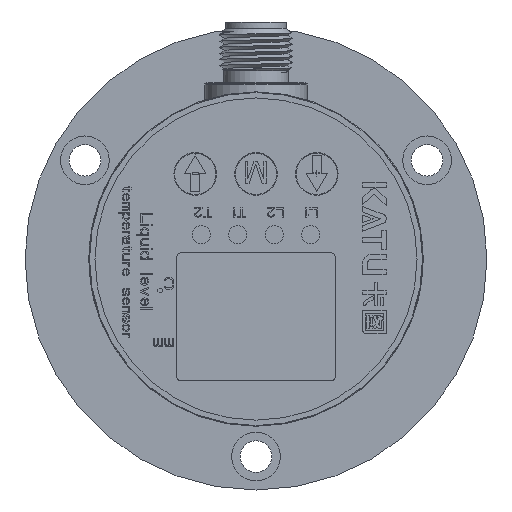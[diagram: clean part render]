
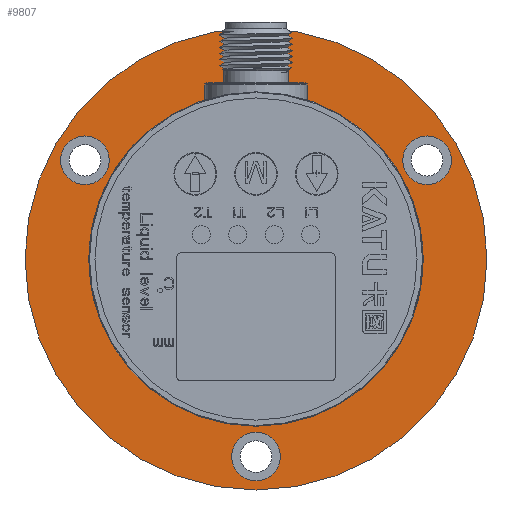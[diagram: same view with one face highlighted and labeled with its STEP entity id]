
A CAD part, left-side view. The second image highlights one B-rep face of the part: STEP entity #9807.
In plain terms, the highlighted planar face has unit normal (-1, 0, 0).
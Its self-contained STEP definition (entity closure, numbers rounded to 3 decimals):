
#281=LINE('',#36072,#3748);
#3748=VECTOR('',#29326,1.);
#7215=PLANE('',#27678);
#9807=ADVANCED_FACE('',(#11363,#11364,#11365,#11366,#11367),#7215,.F.);
#11363=FACE_BOUND('',#11751,.T.);
#11364=FACE_BOUND('',#11752,.T.);
#11365=FACE_BOUND('',#11753,.T.);
#11366=FACE_BOUND('',#11754,.T.);
#11367=FACE_BOUND('',#11755,.T.);
#11751=EDGE_LOOP('',(#13451));
#11752=EDGE_LOOP('',(#13452));
#11753=EDGE_LOOP('',(#13453));
#11754=EDGE_LOOP('',(#13454));
#11755=EDGE_LOOP('',(#13455,#13456));
#13451=ORIENTED_EDGE('',*,*,#23632,.F.);
#13452=ORIENTED_EDGE('',*,*,#23633,.F.);
#13453=ORIENTED_EDGE('',*,*,#23634,.F.);
#13454=ORIENTED_EDGE('',*,*,#23635,.F.);
#13455=ORIENTED_EDGE('',*,*,#23625,.T.);
#13456=ORIENTED_EDGE('',*,*,#23630,.F.);
#21043=VERTEX_POINT('',#36063);
#21044=VERTEX_POINT('',#36064);
#21048=VERTEX_POINT('',#36077);
#21049=VERTEX_POINT('',#36079);
#21050=VERTEX_POINT('',#36081);
#21051=VERTEX_POINT('',#36083);
#23625=EDGE_CURVE('',#21043,#21044,#27427,.T.);
#23630=EDGE_CURVE('',#21043,#21044,#281,.T.);
#23632=EDGE_CURVE('',#21048,#21048,#27430,.T.);
#23633=EDGE_CURVE('',#21049,#21049,#27431,.T.);
#23634=EDGE_CURVE('',#21050,#21050,#27432,.T.);
#23635=EDGE_CURVE('',#21051,#21051,#27433,.T.);
#27427=CIRCLE('',#27669,27.5);
#27430=CIRCLE('',#27674,38.);
#27431=CIRCLE('',#27675,4.);
#27432=CIRCLE('',#27676,4.);
#27433=CIRCLE('',#27677,4.);
#27669=AXIS2_PLACEMENT_3D('',#36062,#29317,#29318);
#27674=AXIS2_PLACEMENT_3D('',#36076,#29331,#29332);
#27675=AXIS2_PLACEMENT_3D('',#36078,#29333,#29334);
#27676=AXIS2_PLACEMENT_3D('',#36080,#29335,#29336);
#27677=AXIS2_PLACEMENT_3D('',#36082,#29337,#29338);
#27678=AXIS2_PLACEMENT_3D('',#36084,#29339,#29340);
#29317=DIRECTION('',(1.,0.,0.));
#29318=DIRECTION('',(0.,0.,-1.));
#29326=DIRECTION('',(0.,1.,0.));
#29331=DIRECTION('',(1.,0.,0.));
#29332=DIRECTION('',(0.,0.,-1.));
#29333=DIRECTION('',(-1.,0.,0.));
#29334=DIRECTION('',(0.,-1.,0.));
#29335=DIRECTION('',(-1.,0.,0.));
#29336=DIRECTION('',(0.,-1.,0.));
#29337=DIRECTION('',(-1.,0.,0.));
#29338=DIRECTION('',(0.,-1.,0.));
#29339=DIRECTION('',(1.,0.,0.));
#29340=DIRECTION('',(0.,-1.,0.));
#36062=CARTESIAN_POINT('',(42.,38.019,-39.));
#36063=CARTESIAN_POINT('',(42.,29.061,-13.));
#36064=CARTESIAN_POINT('',(42.,46.977,-13.));
#36072=CARTESIAN_POINT('',(42.,29.061,-13.));
#36076=CARTESIAN_POINT('',(42.,38.019,-39.));
#36077=CARTESIAN_POINT('',(42.,38.019,-77.));
#36078=CARTESIAN_POINT('',(42.,38.019,-71.5));
#36079=CARTESIAN_POINT('',(42.,34.019,-71.5));
#36080=CARTESIAN_POINT('',(42.,9.873,-22.75));
#36081=CARTESIAN_POINT('',(42.,5.873,-22.75));
#36082=CARTESIAN_POINT('',(42.,66.165,-22.75));
#36083=CARTESIAN_POINT('',(42.,62.165,-22.75));
#36084=CARTESIAN_POINT('',(42.,38.019,-39.));
